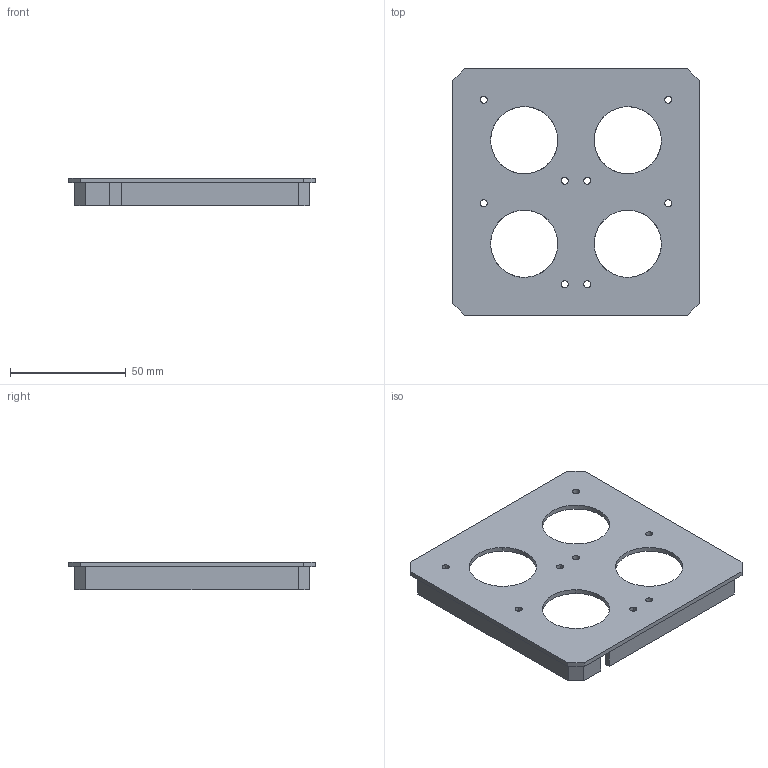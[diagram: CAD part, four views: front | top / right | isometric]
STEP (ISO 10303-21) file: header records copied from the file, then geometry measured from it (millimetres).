
FILE_DESCRIPTION(/* description */ (''),/* implementation_level */ '2;1');
FILE_NAME(/* name */ 'PERIST~2',/* time_stamp */ '2019-02-04T20:01:52-05:00',/* author */ (''),/* organization */ (''),/* preprocessor_version */ 'ST-DEVELOPER v15',/* originating_system */ '',/* authorisation */ '');
FILE_SCHEMA (('AUTOMOTIVE_DESIGN'));
Length unit declared in the file: millimetre
Products named in the file (1): Document
Bounding box: 106.31 x 106.31 x 12 mm (x, y, z)
Volume: 24748.1 mm3; surface area: 28026.2 mm2
Topology: 2 solids, 2 shells, 56 faces, 176 edges, 124 vertices
Faces by surface type: plane 30, bspline 26
Entity records: 2055 total; most frequent: CARTESIAN_POINT 1029, ORIENTED_EDGE 312, EDGE_CURVE 156, VERTEX_POINT 104, B_SPLINE_CURVE_WITH_KNOTS 83, EDGE_LOOP 80, ADVANCED_FACE 56, FACE_OUTER_BOUND 56
